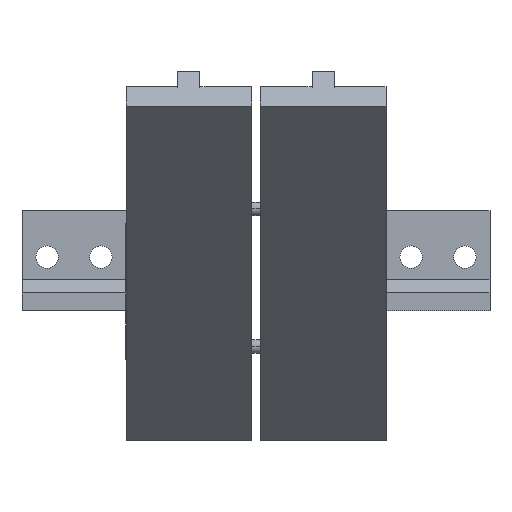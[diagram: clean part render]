
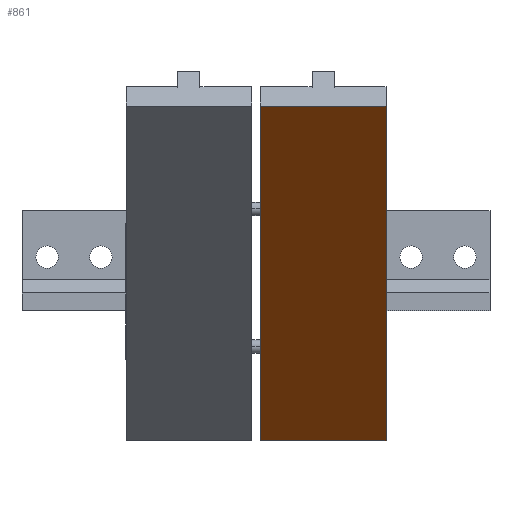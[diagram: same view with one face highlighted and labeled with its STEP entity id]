
A CAD part, top view. The second image highlights one B-rep face of the part: STEP entity #861.
In plain terms, the highlighted planar face has unit normal (0, -0.866, 0.5).
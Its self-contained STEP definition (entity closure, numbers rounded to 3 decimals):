
#19 = DIRECTION ( 'NONE',  ( 0., 0.5, 0.866 ) ) ;
#59 = CARTESIAN_POINT ( 'NONE',  ( -14., 22.77, 46.939 ) ) ;
#86 = LINE ( 'NONE', #858, #495 ) ;
#285 = DIRECTION ( 'NONE',  ( 0., 0.866, -0.5 ) ) ;
#296 = ORIENTED_EDGE ( 'NONE', *, *, #632, .F. ) ;
#495 = VECTOR ( 'NONE', #1881, 1000. ) ;
#501 = DIRECTION ( 'NONE',  ( 0., 0.5, 0.866 ) ) ;
#550 = EDGE_CURVE ( 'NONE', #559, #1533, #1819, .T. ) ;
#559 = VERTEX_POINT ( 'NONE', #1226 ) ;
#583 = AXIS2_PLACEMENT_3D ( 'NONE', #898, #285, #501 ) ;
#609 = VERTEX_POINT ( 'NONE', #2682 ) ;
#632 = EDGE_CURVE ( 'NONE', #2668, #609, #86, .T. ) ;
#758 = EDGE_CURVE ( 'NONE', #1533, #609, #1109, .T. ) ;
#858 = CARTESIAN_POINT ( 'NONE',  ( -14., 22.77, 46.939 ) ) ;
#861 = ADVANCED_FACE ( 'NONE', ( #1372 ), #2153, .F. ) ;
#898 = CARTESIAN_POINT ( 'NONE',  ( -14., 22.77, 46.939 ) ) ;
#905 = ORIENTED_EDGE ( 'NONE', *, *, #1587, .F. ) ;
#1007 = CARTESIAN_POINT ( 'NONE',  ( 0., 22.77, 46.939 ) ) ;
#1109 = LINE ( 'NONE', #1007, #1426 ) ;
#1131 = ORIENTED_EDGE ( 'NONE', *, *, #550, .T. ) ;
#1226 = CARTESIAN_POINT ( 'NONE',  ( -14., -14.457, -17.541 ) ) ;
#1238 = EDGE_LOOP ( 'NONE', ( #2244, #296, #905, #1131 ) ) ;
#1257 = CARTESIAN_POINT ( 'NONE',  ( -14., 22.77, 46.939 ) ) ;
#1372 = FACE_OUTER_BOUND ( 'NONE', #1238, .T. ) ;
#1426 = VECTOR ( 'NONE', #2681, 1000. ) ;
#1464 = CARTESIAN_POINT ( 'NONE',  ( -14., -14.457, -17.541 ) ) ;
#1533 = VERTEX_POINT ( 'NONE', #2471 ) ;
#1581 = VECTOR ( 'NONE', #19, 1000. ) ;
#1587 = EDGE_CURVE ( 'NONE', #559, #2668, #2345, .T. ) ;
#1819 = LINE ( 'NONE', #1464, #2586 ) ;
#1860 = DIRECTION ( 'NONE',  ( 1., 0., 0. ) ) ;
#1881 = DIRECTION ( 'NONE',  ( 1., 0., 0. ) ) ;
#2153 = PLANE ( 'NONE',  #583 ) ;
#2244 = ORIENTED_EDGE ( 'NONE', *, *, #758, .T. ) ;
#2345 = LINE ( 'NONE', #1257, #1581 ) ;
#2471 = CARTESIAN_POINT ( 'NONE',  ( 0., -14.457, -17.541 ) ) ;
#2586 = VECTOR ( 'NONE', #1860, 1000. ) ;
#2668 = VERTEX_POINT ( 'NONE', #59 ) ;
#2681 = DIRECTION ( 'NONE',  ( 0., 0.5, 0.866 ) ) ;
#2682 = CARTESIAN_POINT ( 'NONE',  ( 0., 22.77, 46.939 ) ) ;
